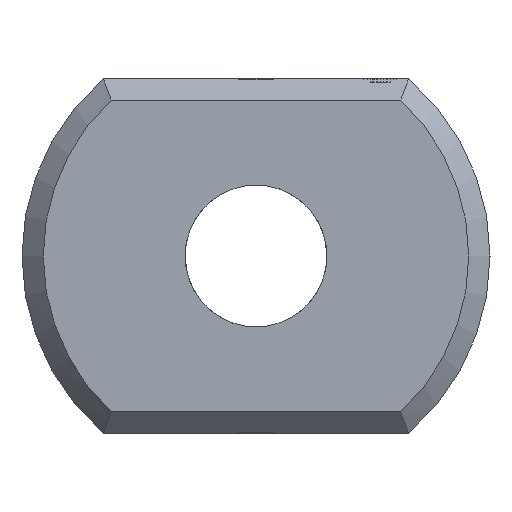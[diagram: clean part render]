
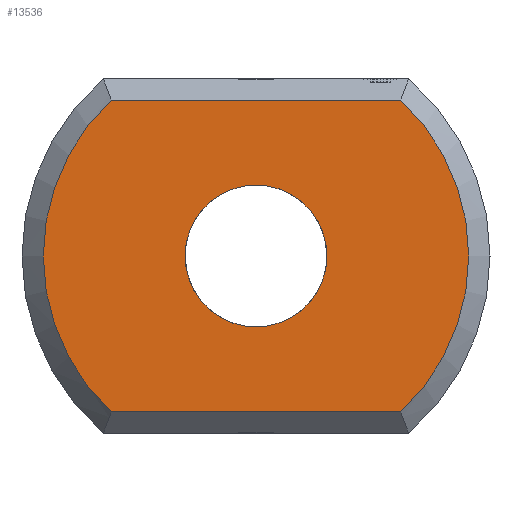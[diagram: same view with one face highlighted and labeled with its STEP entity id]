
A CAD part, left-side view. The second image highlights one B-rep face of the part: STEP entity #13536.
In plain terms, the highlighted planar face has unit normal (-1, 0, 0).
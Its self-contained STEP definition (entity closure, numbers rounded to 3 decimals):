
#3374 = VERTEX_POINT('',#3375);
#3375 = CARTESIAN_POINT('',(0.,-2.04,2.2));
#3384 = VERTEX_POINT('',#3385);
#3385 = CARTESIAN_POINT('',(0.,-2.04,-2.2));
#3392 = EDGE_CURVE('',#3374,#3384,#3393,.T.);
#3393 = CIRCLE('',#3394,3.);
#3394 = AXIS2_PLACEMENT_3D('',#3395,#3396,#3397);
#3395 = CARTESIAN_POINT('',(0.,0.,0.));
#3396 = DIRECTION('',(1.,0.,0.));
#3397 = DIRECTION('',(0.,-0.653,0.758)
  );
#3834 = VERTEX_POINT('',#3835);
#3835 = CARTESIAN_POINT('',(0.,2.04,2.2));
#3842 = EDGE_CURVE('',#3374,#3834,#3843,.T.);
#3843 = LINE('',#3844,#3845);
#3844 = CARTESIAN_POINT('',(0.,-2.154,2.2));
#3845 = VECTOR('',#3846,1.);
#3846 = DIRECTION('',(0.,1.,0.));
#13536 = ADVANCED_FACE('',(#13537,#13556),#13567,.F.);
#13537 = FACE_BOUND('',#13538,.F.);
#13538 = EDGE_LOOP('',(#13539,#13548,#13549,#13550));
#13539 = ORIENTED_EDGE('',*,*,#13540,.T.);
#13540 = EDGE_CURVE('',#13541,#3834,#13543,.T.);
#13541 = VERTEX_POINT('',#13542);
#13542 = CARTESIAN_POINT('',(0.,2.04,-2.2));
#13543 = CIRCLE('',#13544,3.);
#13544 = AXIS2_PLACEMENT_3D('',#13545,#13546,#13547);
#13545 = CARTESIAN_POINT('',(0.,0.,0.));
#13546 = DIRECTION('',(1.,0.,0.));
#13547 = DIRECTION('',(0.,0.653,-0.758)
  );
#13548 = ORIENTED_EDGE('',*,*,#3842,.F.);
#13549 = ORIENTED_EDGE('',*,*,#3392,.T.);
#13550 = ORIENTED_EDGE('',*,*,#13551,.T.);
#13551 = EDGE_CURVE('',#3384,#13541,#13552,.T.);
#13552 = LINE('',#13553,#13554);
#13553 = CARTESIAN_POINT('',(0.,-2.154,-2.2));
#13554 = VECTOR('',#13555,1.);
#13555 = DIRECTION('',(0.,1.,0.));
#13556 = FACE_BOUND('',#13557,.T.);
#13557 = EDGE_LOOP('',(#13558));
#13558 = ORIENTED_EDGE('',*,*,#13559,.T.);
#13559 = EDGE_CURVE('',#13560,#13560,#13562,.T.);
#13560 = VERTEX_POINT('',#13561);
#13561 = CARTESIAN_POINT('',(0.,1.,0.)
  );
#13562 = CIRCLE('',#13563,1.);
#13563 = AXIS2_PLACEMENT_3D('',#13564,#13565,#13566);
#13564 = CARTESIAN_POINT('',(0.,0.,0.));
#13565 = DIRECTION('',(1.,0.,0.));
#13566 = DIRECTION('',(0.,1.,0.));
#13567 = PLANE('',#13568);
#13568 = AXIS2_PLACEMENT_3D('',#13569,#13570,#13571);
#13569 = CARTESIAN_POINT('',(0.,0.,0.));
#13570 = DIRECTION('',(1.,0.,0.));
#13571 = DIRECTION('',(0.,0.,1.));
